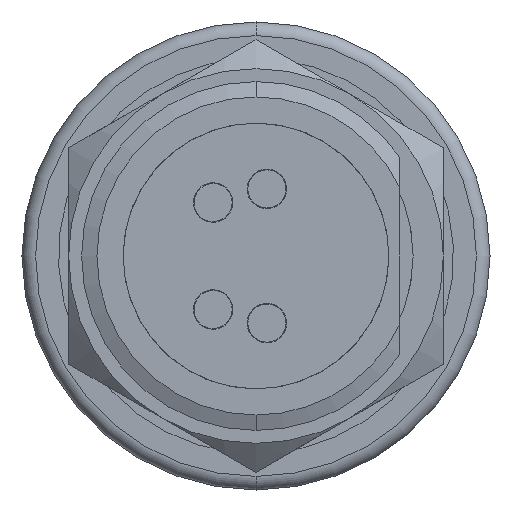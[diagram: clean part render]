
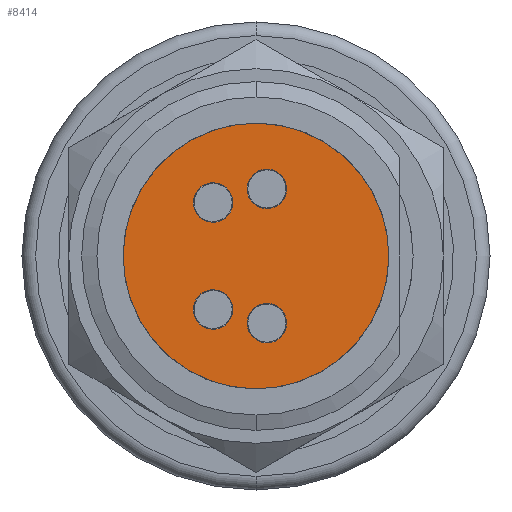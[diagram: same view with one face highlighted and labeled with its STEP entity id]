
A CAD part, front view. The second image highlights one B-rep face of the part: STEP entity #8414.
In plain terms, the highlighted face is planar.
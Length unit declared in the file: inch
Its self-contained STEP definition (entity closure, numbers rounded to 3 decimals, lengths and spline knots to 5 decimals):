
#82 = CARTESIAN_POINT ( 'NONE',  ( 0.12784, -0.01905, -0.001 ) ) ;
#184 = DIRECTION ( 'NONE',  ( 1., 0., 0. ) ) ;
#333 = ORIENTED_EDGE ( 'NONE', *, *, #15968, .F. ) ;
#474 = AXIS2_PLACEMENT_3D ( 'NONE', #3532, #13445, #14870 ) ;
#489 = ORIENTED_EDGE ( 'NONE', *, *, #8391, .F. ) ;
#524 = AXIS2_PLACEMENT_3D ( 'NONE', #6643, #802, #13697 ) ;
#802 = DIRECTION ( 'NONE',  ( 0., 0., -1. ) ) ;
#848 = CIRCLE ( 'NONE', #10805, 0.195 ) ;
#864 = CARTESIAN_POINT ( 'NONE',  ( -0.01099, -0.09237, -0.001 ) ) ;
#891 = CARTESIAN_POINT ( 'NONE',  ( -0.09457, -0.03185, -0.001 ) ) ;
#1388 = EDGE_CURVE ( 'NONE', #18786, #2066, #3938, .T. ) ;
#1536 = CARTESIAN_POINT ( 'NONE',  ( 0.07963, 0.06015, -0.001 ) ) ;
#1757 = CARTESIAN_POINT ( 'NONE',  ( 0., 0., -0.001 ) ) ;
#1896 = VERTEX_POINT ( 'NONE', #8151 ) ;
#1984 = AXIS2_PLACEMENT_3D ( 'NONE', #14122, #8404, #14246 ) ;
#2046 = AXIS2_PLACEMENT_3D ( 'NONE', #1536, #11704, #7328 ) ;
#2066 = VERTEX_POINT ( 'NONE', #15306 ) ;
#2344 = DIRECTION ( 'NONE',  ( -1., 0., 0. ) ) ;
#2705 = VERTEX_POINT ( 'NONE', #4244 ) ;
#2794 = DIRECTION ( 'NONE',  ( 0., 0., -1. ) ) ;
#3031 = DIRECTION ( 'NONE',  ( -1., 0., 0. ) ) ;
#3180 = FACE_BOUND ( 'NONE', #4137, .T. ) ;
#3470 = EDGE_CURVE ( 'NONE', #2066, #18786, #13873, .T. ) ;
#3484 = EDGE_CURVE ( 'NONE', #1896, #10270, #17745, .T. ) ;
#3532 = CARTESIAN_POINT ( 'NONE',  ( 0., 0., -0.001 ) ) ;
#3577 = CIRCLE ( 'NONE', #18125, 0.029 ) ;
#3938 = CIRCLE ( 'NONE', #9474, 0.029 ) ;
#3971 = VERTEX_POINT ( 'NONE', #14551 ) ;
#4137 = EDGE_LOOP ( 'NONE', ( #12997, #14541 ) ) ;
#4244 = CARTESIAN_POINT ( 'NONE',  ( 0.195, 0., -0.001 ) ) ;
#4784 = DIRECTION ( 'NONE',  ( 0., 0., 1. ) ) ;
#5385 = EDGE_CURVE ( 'NONE', #10270, #1896, #3577, .T. ) ;
#5473 = EDGE_LOOP ( 'NONE', ( #489, #18437 ) ) ;
#5543 = ORIENTED_EDGE ( 'NONE', *, *, #5385, .F. ) ;
#5564 = CARTESIAN_POINT ( 'NONE',  ( 0.09884, -0.01905, -0.001 ) ) ;
#5776 = DIRECTION ( 'NONE',  ( -1., 0., 0. ) ) ;
#5875 = DIRECTION ( 'NONE',  ( 0., 0., 1. ) ) ;
#6067 = EDGE_CURVE ( 'NONE', #8483, #2705, #848, .T. ) ;
#6333 = CARTESIAN_POINT ( 'NONE',  ( 0., 0., -0.001 ) ) ;
#6643 = CARTESIAN_POINT ( 'NONE',  ( 0.09884, -0.01905, -0.001 ) ) ;
#7328 = DIRECTION ( 'NONE',  ( -1., 0., 0. ) ) ;
#7435 = CARTESIAN_POINT ( 'NONE',  ( -0.03999, -0.09237, -0.001 ) ) ;
#7552 = EDGE_LOOP ( 'NONE', ( #333, #8523 ) ) ;
#7809 = DIRECTION ( 'NONE',  ( 1., 0., 0. ) ) ;
#8139 = DIRECTION ( 'NONE',  ( 0., 0., -1. ) ) ;
#8151 = CARTESIAN_POINT ( 'NONE',  ( -0.06899, -0.09237, -0.001 ) ) ;
#8391 = EDGE_CURVE ( 'NONE', #2705, #8483, #10937, .T. ) ;
#8404 = DIRECTION ( 'NONE',  ( 0., 0., -1. ) ) ;
#8414 = ADVANCED_FACE ( 'Face1', ( #17094, #10471, #14800, #3180, #10022 ), #11981, .F. ) ;
#8483 = VERTEX_POINT ( 'NONE', #14932 ) ;
#8523 = ORIENTED_EDGE ( 'NONE', *, *, #11598, .F. ) ;
#8761 = ORIENTED_EDGE ( 'NONE', *, *, #17225, .F. ) ;
#8889 = DIRECTION ( 'NONE',  ( 0., 0., -1. ) ) ;
#9101 = CARTESIAN_POINT ( 'NONE',  ( -0.12357, -0.03185, -0.001 ) ) ;
#9474 = AXIS2_PLACEMENT_3D ( 'NONE', #891, #8139, #2344 ) ;
#10022 = FACE_OUTER_BOUND ( 'NONE', #5473, .T. ) ;
#10163 = CIRCLE ( 'NONE', #17048, 0.029 ) ;
#10173 = DIRECTION ( 'NONE',  ( -1., 0., 0. ) ) ;
#10270 = VERTEX_POINT ( 'NONE', #864 ) ;
#10471 = FACE_BOUND ( 'NONE', #17819, .T. ) ;
#10776 = AXIS2_PLACEMENT_3D ( 'NONE', #17436, #12891, #10173 ) ;
#10805 = AXIS2_PLACEMENT_3D ( 'NONE', #6333, #4784, #7809 ) ;
#10937 = CIRCLE ( 'NONE', #11181, 0.195 ) ;
#11019 = CIRCLE ( 'NONE', #524, 0.029 ) ;
#11150 = CARTESIAN_POINT ( 'NONE',  ( 0.10863, 0.06015, -0.001 ) ) ;
#11181 = AXIS2_PLACEMENT_3D ( 'NONE', #1757, #5875, #184 ) ;
#11473 = DIRECTION ( 'NONE',  ( 0., 0., -1. ) ) ;
#11598 = EDGE_CURVE ( 'NONE', #15773, #3971, #16315, .T. ) ;
#11704 = DIRECTION ( 'NONE',  ( 0., 0., -1. ) ) ;
#11981 = PLANE ( 'NONE',  #474 ) ;
#12780 = VERTEX_POINT ( 'NONE', #15618 ) ;
#12891 = DIRECTION ( 'NONE',  ( 0., 0., -1. ) ) ;
#12932 = ORIENTED_EDGE ( 'NONE', *, *, #15403, .F. ) ;
#12997 = ORIENTED_EDGE ( 'NONE', *, *, #1388, .F. ) ;
#13050 = DIRECTION ( 'NONE',  ( -1., 0., 0. ) ) ;
#13442 = VERTEX_POINT ( 'NONE', #82 ) ;
#13445 = DIRECTION ( 'NONE',  ( 0., 0., 1. ) ) ;
#13697 = DIRECTION ( 'NONE',  ( -1., 0., 0. ) ) ;
#13873 = CIRCLE ( 'NONE', #16375, 0.029 ) ;
#14122 = CARTESIAN_POINT ( 'NONE',  ( 0.07963, 0.06015, -0.001 ) ) ;
#14246 = DIRECTION ( 'NONE',  ( -1., 0., 0. ) ) ;
#14372 = CARTESIAN_POINT ( 'NONE',  ( -0.09457, -0.03185, -0.001 ) ) ;
#14541 = ORIENTED_EDGE ( 'NONE', *, *, #3470, .F. ) ;
#14551 = CARTESIAN_POINT ( 'NONE',  ( 0.05063, 0.06015, -0.001 ) ) ;
#14800 = FACE_BOUND ( 'NONE', #15678, .T. ) ;
#14870 = DIRECTION ( 'NONE',  ( 1., 0., 0. ) ) ;
#14932 = CARTESIAN_POINT ( 'NONE',  ( -0.195, 0., -0.001 ) ) ;
#15306 = CARTESIAN_POINT ( 'NONE',  ( -0.06557, -0.03185, -0.001 ) ) ;
#15403 = EDGE_CURVE ( 'NONE', #13442, #12780, #10163, .T. ) ;
#15618 = CARTESIAN_POINT ( 'NONE',  ( 0.06984, -0.01905, -0.001 ) ) ;
#15678 = EDGE_LOOP ( 'NONE', ( #18787, #5543 ) ) ;
#15773 = VERTEX_POINT ( 'NONE', #11150 ) ;
#15968 = EDGE_CURVE ( 'NONE', #3971, #15773, #17907, .T. ) ;
#16315 = CIRCLE ( 'NONE', #1984, 0.029 ) ;
#16375 = AXIS2_PLACEMENT_3D ( 'NONE', #14372, #2794, #5776 ) ;
#17048 = AXIS2_PLACEMENT_3D ( 'NONE', #5564, #11473, #13050 ) ;
#17094 = FACE_BOUND ( 'NONE', #7552, .T. ) ;
#17225 = EDGE_CURVE ( 'NONE', #12780, #13442, #11019, .T. ) ;
#17436 = CARTESIAN_POINT ( 'NONE',  ( -0.03999, -0.09237, -0.001 ) ) ;
#17745 = CIRCLE ( 'NONE', #10776, 0.029 ) ;
#17819 = EDGE_LOOP ( 'NONE', ( #8761, #12932 ) ) ;
#17907 = CIRCLE ( 'NONE', #2046, 0.029 ) ;
#18125 = AXIS2_PLACEMENT_3D ( 'NONE', #7435, #8889, #3031 ) ;
#18437 = ORIENTED_EDGE ( 'NONE', *, *, #6067, .F. ) ;
#18786 = VERTEX_POINT ( 'NONE', #9101 ) ;
#18787 = ORIENTED_EDGE ( 'NONE', *, *, #3484, .F. ) ;
